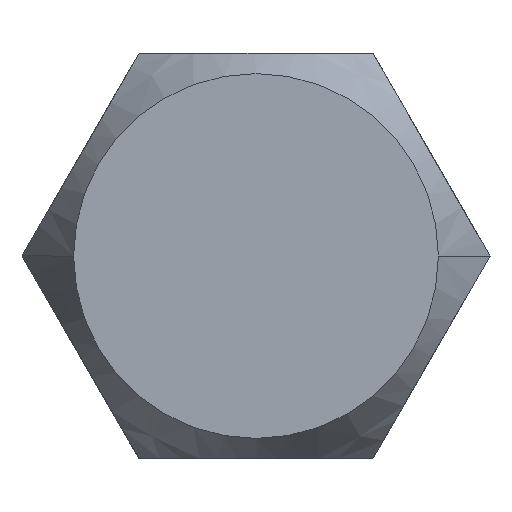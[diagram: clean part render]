
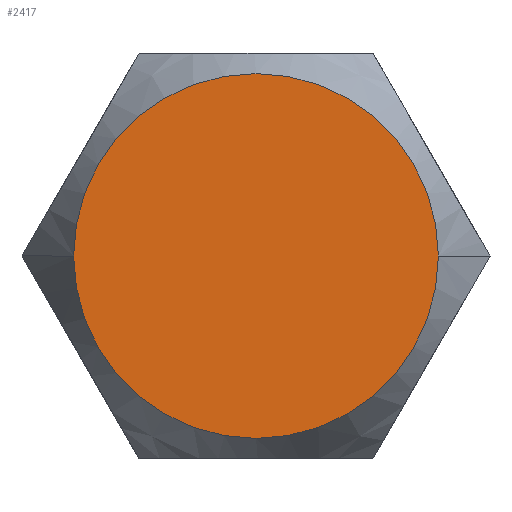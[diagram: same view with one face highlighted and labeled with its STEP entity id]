
A CAD part, front view. The second image highlights one B-rep face of the part: STEP entity #2417.
In plain terms, the highlighted planar face has unit normal (0, -1, 0).
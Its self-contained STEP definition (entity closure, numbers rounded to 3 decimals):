
#26 = CARTESIAN_POINT ( 'NONE',  ( 0., 0., 0. ) ) ;
#80 = EDGE_CURVE ( 'Defeature ausgef�hrt1_25+Defeature ausgef�hrt1_26+Defeature ausgef�hrt1_26+Defeature ausgef�hrt1_26', #725, #692, #806, .T. ) ;
#432 = CARTESIAN_POINT ( 'NONE',  ( 2.858, 0., 0. ) ) ;
#527 = DIRECTION ( 'NONE',  ( 0., -1., 0. ) ) ;
#566 = EDGE_LOOP ( 'NONE', ( #2795, #1640 ) ) ;
#692 = VERTEX_POINT ( 'NONE', #432 ) ;
#725 = VERTEX_POINT ( 'NONE', #1192 ) ;
#734 = DIRECTION ( 'NONE',  ( 0., -1., 0. ) ) ;
#744 = EDGE_CURVE ( 'Defeature ausgef�hrt1_25+Defeature ausgef�hrt1_26+Defeature ausgef�hrt1_26+Defeature ausgef�hrt1_26', #692, #725, #1427, .T. ) ;
#806 = CIRCLE ( 'NONE', #1934, 2.858 ) ;
#1152 = DIRECTION ( 'NONE',  ( -1., 0., 0. ) ) ;
#1192 = CARTESIAN_POINT ( 'NONE',  ( -2.858, 0., 0. ) ) ;
#1200 = AXIS2_PLACEMENT_3D ( 'NONE', #1500, #3600, #1152 ) ;
#1427 = CIRCLE ( 'NONE', #4405, 2.858 ) ;
#1500 = CARTESIAN_POINT ( 'NONE',  ( 0., 0., 6.35 ) ) ;
#1640 = ORIENTED_EDGE ( 'NONE', *, *, #80, .T. ) ;
#1934 = AXIS2_PLACEMENT_3D ( 'NONE', #26, #734, #3529 ) ;
#2172 = DIRECTION ( 'NONE',  ( -1., 0., 0. ) ) ;
#2417 = ADVANCED_FACE ( 'Defeature ausgef�hrt1_25', ( #2993 ), #4276, .T. ) ;
#2547 = CARTESIAN_POINT ( 'NONE',  ( 0., 0., 0. ) ) ;
#2795 = ORIENTED_EDGE ( 'NONE', *, *, #744, .T. ) ;
#2993 = FACE_OUTER_BOUND ( 'NONE', #566, .T. ) ;
#3529 = DIRECTION ( 'NONE',  ( -1., 0., 0. ) ) ;
#3600 = DIRECTION ( 'NONE',  ( 0., -1., 0. ) ) ;
#4276 = PLANE ( 'NONE',  #1200 ) ;
#4405 = AXIS2_PLACEMENT_3D ( 'NONE', #2547, #527, #2172 ) ;
